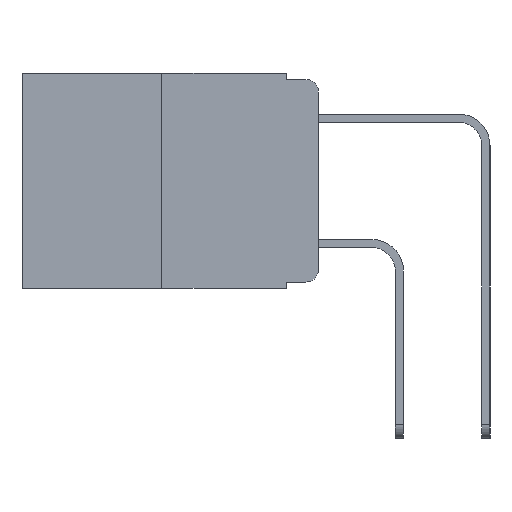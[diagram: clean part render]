
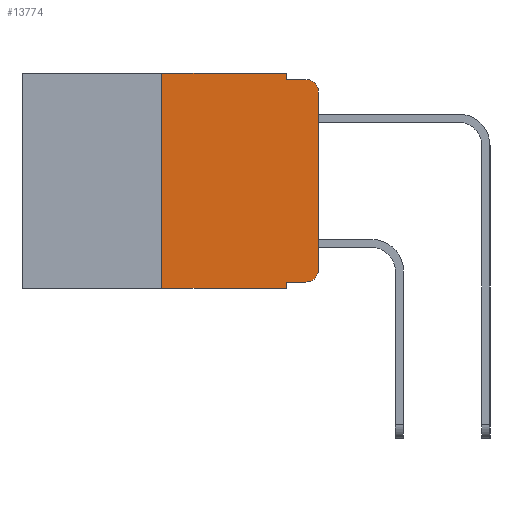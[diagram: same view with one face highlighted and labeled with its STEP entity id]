
A CAD part, left-side view. The second image highlights one B-rep face of the part: STEP entity #13774.
In plain terms, the highlighted planar face has unit normal (-1, 0, 0).
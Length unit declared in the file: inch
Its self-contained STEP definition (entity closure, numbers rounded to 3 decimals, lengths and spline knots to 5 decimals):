
#162 = EDGE_LOOP ( 'NONE', ( #14262, #4531, #201, #11863, #9065, #7732, #4465, #2825, #4234, #8967 ) ) ;
#201 = ORIENTED_EDGE ( 'NONE', *, *, #1655, .F. ) ;
#273 = DIRECTION ( 'NONE',  ( 0., -1., 0. ) ) ;
#378 = DIRECTION ( 'NONE',  ( 0., 0., 1. ) ) ;
#414 = DIRECTION ( 'NONE',  ( -1., 0., 0. ) ) ;
#632 = DIRECTION ( 'NONE',  ( 0., -1., 0. ) ) ;
#1263 = CARTESIAN_POINT ( 'NONE',  ( 0., 0.25, 0. ) ) ;
#1437 = CARTESIAN_POINT ( 'NONE',  ( 0., 0.02, -0.01 ) ) ;
#1655 = EDGE_CURVE ( 'NONE', #2136, #15768, #7487, .T. ) ;
#2063 = CARTESIAN_POINT ( 'NONE',  ( 0., 0.25, -0.343 ) ) ;
#2136 = VERTEX_POINT ( 'NONE', #16097 ) ;
#2371 = CARTESIAN_POINT ( 'NONE',  ( 0., 0.473, -0.343 ) ) ;
#2693 = LINE ( 'NONE', #2371, #16021 ) ;
#2825 = ORIENTED_EDGE ( 'NONE', *, *, #4545, .F. ) ;
#3234 = CARTESIAN_POINT ( 'NONE',  ( 0., 0.051, -0.333 ) ) ;
#3280 = CARTESIAN_POINT ( 'NONE',  ( 0., 0.051, 0. ) ) ;
#3352 = EDGE_CURVE ( 'NONE', #5263, #10165, #2693, .T. ) ;
#3999 = CARTESIAN_POINT ( 'NONE',  ( 0., 0.473, 0. ) ) ;
#4234 = ORIENTED_EDGE ( 'NONE', *, *, #14717, .T. ) ;
#4465 = ORIENTED_EDGE ( 'NONE', *, *, #3352, .T. ) ;
#4522 = CARTESIAN_POINT ( 'NONE',  ( 0., 0.02, -0.333 ) ) ;
#4531 = ORIENTED_EDGE ( 'NONE', *, *, #5376, .T. ) ;
#4545 = EDGE_CURVE ( 'NONE', #13856, #10165, #12725, .T. ) ;
#4680 = DIRECTION ( 'NONE',  ( 0., 0., -1. ) ) ;
#5202 = CARTESIAN_POINT ( 'NONE',  ( 0., 0., 0. ) ) ;
#5263 = VERTEX_POINT ( 'NONE', #2063 ) ;
#5291 = AXIS2_PLACEMENT_3D ( 'NONE', #15458, #7611, #16775 ) ;
#5376 = EDGE_CURVE ( 'NONE', #15260, #15768, #6918, .T. ) ;
#5395 = DIRECTION ( 'NONE',  ( 0., 0., -1. ) ) ;
#5516 = VECTOR ( 'NONE', #13155, 39.37008 ) ;
#5540 = AXIS2_PLACEMENT_3D ( 'NONE', #3999, #13335, #5395 ) ;
#5799 = VERTEX_POINT ( 'NONE', #1263 ) ;
#5941 = VECTOR ( 'NONE', #13911, 39.37008 ) ;
#6068 = CARTESIAN_POINT ( 'NONE',  ( 0., 0., -0.03 ) ) ;
#6075 = CARTESIAN_POINT ( 'NONE',  ( 0., 0.051, -0.01 ) ) ;
#6309 = EDGE_CURVE ( 'NONE', #10037, #15260, #9914, .T. ) ;
#6716 = PLANE ( 'NONE',  #5540 ) ;
#6918 = CIRCLE ( 'NONE', #6924, 0.02 ) ;
#6924 = AXIS2_PLACEMENT_3D ( 'NONE', #12480, #414, #9968 ) ;
#7487 = LINE ( 'NONE', #6075, #11802 ) ;
#7611 = DIRECTION ( 'NONE',  ( -1., 0., 0. ) ) ;
#7732 = ORIENTED_EDGE ( 'NONE', *, *, #12824, .F. ) ;
#7758 = VECTOR ( 'NONE', #8700, 39.37008 ) ;
#8100 = LINE ( 'NONE', #9928, #14672 ) ;
#8289 = VERTEX_POINT ( 'NONE', #4522 ) ;
#8510 = CARTESIAN_POINT ( 'NONE',  ( 0., 0.473, 0. ) ) ;
#8700 = DIRECTION ( 'NONE',  ( 0., 0., -1. ) ) ;
#8842 = VECTOR ( 'NONE', #4680, 39.37008 ) ;
#8967 = ORIENTED_EDGE ( 'NONE', *, *, #10980, .T. ) ;
#9065 = ORIENTED_EDGE ( 'NONE', *, *, #11414, .F. ) ;
#9815 = CIRCLE ( 'NONE', #5291, 0.02 ) ;
#9914 = LINE ( 'NONE', #5202, #5516 ) ;
#9928 = CARTESIAN_POINT ( 'NONE',  ( 0., 0.25, 0. ) ) ;
#9968 = DIRECTION ( 'NONE',  ( 0., 0., -1. ) ) ;
#10037 = VERTEX_POINT ( 'NONE', #16106 ) ;
#10165 = VERTEX_POINT ( 'NONE', #15081 ) ;
#10980 = EDGE_CURVE ( 'NONE', #8289, #10037, #9815, .T. ) ;
#11322 = CARTESIAN_POINT ( 'NONE',  ( 0., 0.051, 0. ) ) ;
#11414 = EDGE_CURVE ( 'NONE', #5799, #11515, #13292, .T. ) ;
#11515 = VERTEX_POINT ( 'NONE', #11322 ) ;
#11802 = VECTOR ( 'NONE', #632, 39.37008 ) ;
#11863 = ORIENTED_EDGE ( 'NONE', *, *, #17199, .F. ) ;
#12480 = CARTESIAN_POINT ( 'NONE',  ( 0., 0.02, -0.03 ) ) ;
#12725 = LINE ( 'NONE', #3280, #8842 ) ;
#12824 = EDGE_CURVE ( 'NONE', #5263, #5799, #8100, .T. ) ;
#12986 = LINE ( 'NONE', #3234, #5941 ) ;
#13155 = DIRECTION ( 'NONE',  ( 0., 0., 1. ) ) ;
#13292 = LINE ( 'NONE', #8510, #16761 ) ;
#13335 = DIRECTION ( 'NONE',  ( 1., 0., 0. ) ) ;
#13489 = CARTESIAN_POINT ( 'NONE',  ( 0., 0.051, -0.333 ) ) ;
#13774 = ADVANCED_FACE ( 'NONE', ( #16885 ), #6716, .F. ) ;
#13856 = VERTEX_POINT ( 'NONE', #13489 ) ;
#13911 = DIRECTION ( 'NONE',  ( 0., -1., 0. ) ) ;
#14262 = ORIENTED_EDGE ( 'NONE', *, *, #6309, .T. ) ;
#14317 = LINE ( 'NONE', #15218, #7758 ) ;
#14672 = VECTOR ( 'NONE', #378, 39.37008 ) ;
#14710 = DIRECTION ( 'NONE',  ( 0., -1., 0. ) ) ;
#14717 = EDGE_CURVE ( 'NONE', #13856, #8289, #12986, .T. ) ;
#15081 = CARTESIAN_POINT ( 'NONE',  ( 0., 0.051, -0.343 ) ) ;
#15218 = CARTESIAN_POINT ( 'NONE',  ( 0., 0.051, 0. ) ) ;
#15260 = VERTEX_POINT ( 'NONE', #6068 ) ;
#15458 = CARTESIAN_POINT ( 'NONE',  ( 0., 0.02, -0.313 ) ) ;
#15768 = VERTEX_POINT ( 'NONE', #1437 ) ;
#16021 = VECTOR ( 'NONE', #14710, 39.37008 ) ;
#16097 = CARTESIAN_POINT ( 'NONE',  ( 0., 0.051, -0.01 ) ) ;
#16106 = CARTESIAN_POINT ( 'NONE',  ( 0., 0., -0.313 ) ) ;
#16761 = VECTOR ( 'NONE', #273, 39.37008 ) ;
#16775 = DIRECTION ( 'NONE',  ( 0., 0., -1. ) ) ;
#16885 = FACE_OUTER_BOUND ( 'NONE', #162, .T. ) ;
#17199 = EDGE_CURVE ( 'NONE', #11515, #2136, #14317, .T. ) ;
